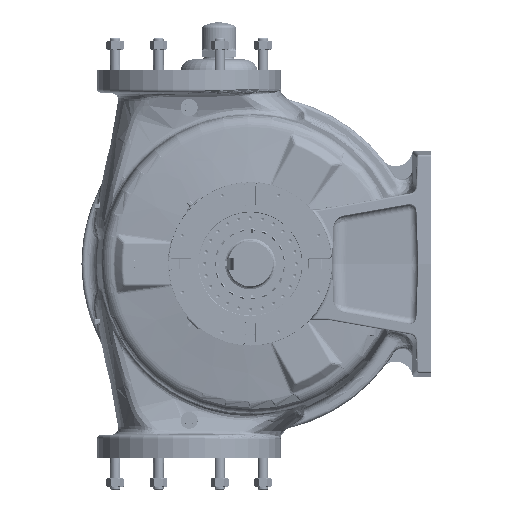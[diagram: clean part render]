
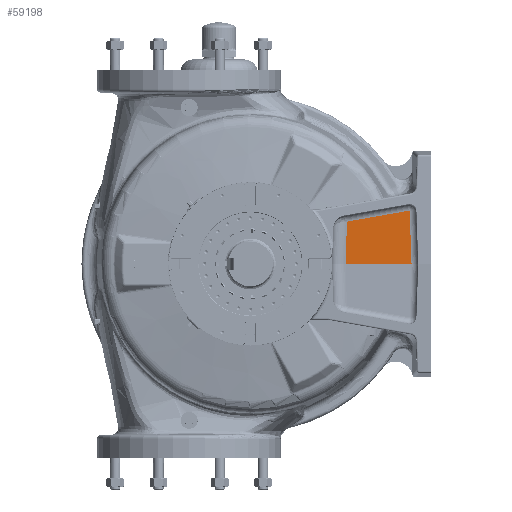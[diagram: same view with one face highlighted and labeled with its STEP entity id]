
A CAD part, left-side view. The second image highlights one B-rep face of the part: STEP entity #59198.
In plain terms, the highlighted planar face has unit normal (-0.999, 0, -0.035).
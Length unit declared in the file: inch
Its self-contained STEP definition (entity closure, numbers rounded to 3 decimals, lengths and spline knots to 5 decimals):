
#38787 = DIRECTION ( 'NONE',  ( 0.999, 0., 0.035 ) ) ;
#59198 = ADVANCED_FACE ( 'NONE', ( #335299 ), #275565, .F. ) ;
#69666 = LINE ( 'NONE', #153840, #245075 ) ;
#72023 = VECTOR ( 'NONE', #242860, 39.37008 ) ;
#87668 = CARTESIAN_POINT ( 'NONE',  ( -27.53442, -6.99818, -0.03481 ) ) ;
#135752 = CARTESIAN_POINT ( 'NONE',  ( -27.53564, -6.99939, 0. ) ) ;
#136684 = VERTEX_POINT ( 'NONE', #284129 ) ;
#153840 = CARTESIAN_POINT ( 'NONE',  ( -27.6343, -5.50125, 2.82511 ) ) ;
#159679 = CARTESIAN_POINT ( 'NONE',  ( -27.53564, -6., 0. ) ) ;
#160913 = EDGE_CURVE ( 'NONE', #136684, #328237, #69666, .T. ) ;
#174179 = DIRECTION ( 'NONE',  ( -0.035, -0.035, 0.999 ) ) ;
#178391 = DIRECTION ( 'NONE',  ( -0.006, -0.985, 0.174 ) ) ;
#185936 = ORIENTED_EDGE ( 'NONE', *, *, #214379, .F. ) ;
#187150 = LINE ( 'NONE', #159679, #328731 ) ;
#198754 = CARTESIAN_POINT ( 'NONE',  ( -27.53564, -6., 0. ) ) ;
#200362 = VERTEX_POINT ( 'NONE', #135752 ) ;
#205628 = LINE ( 'NONE', #216020, #72023 ) ;
#214379 = EDGE_CURVE ( 'NONE', #200362, #136684, #345088, .T. ) ;
#216020 = CARTESIAN_POINT ( 'NONE',  ( -27.54276, -11.84319, 0.2038 ) ) ;
#225497 = DIRECTION ( 'NONE',  ( 0.035, 0., -0.999 ) ) ;
#228611 = ORIENTED_EDGE ( 'NONE', *, *, #338914, .F. ) ;
#239373 = CARTESIAN_POINT ( 'NONE',  ( -27.67255, -11.7134, 3.92048 ) ) ;
#242360 = DIRECTION ( 'NONE',  ( 0., 1., 0. ) ) ;
#242860 = DIRECTION ( 'NONE',  ( 0.035, -0.035, -0.999 ) ) ;
#245075 = VECTOR ( 'NONE', #178391, 39.37008 ) ;
#258595 = EDGE_LOOP ( 'NONE', ( #336766, #185936, #314004, #228611 ) ) ;
#274298 = VECTOR ( 'NONE', #174179, 39.37008 ) ;
#275565 = PLANE ( 'NONE',  #309338 ) ;
#284129 = CARTESIAN_POINT ( 'NONE',  ( -27.64419, -7.10794, 3.10842 ) ) ;
#308310 = EDGE_CURVE ( 'NONE', #343700, #200362, #187150, .T. ) ;
#309338 = AXIS2_PLACEMENT_3D ( 'NONE', #198754, #38787, #225497 ) ;
#314004 = ORIENTED_EDGE ( 'NONE', *, *, #308310, .F. ) ;
#322256 = CARTESIAN_POINT ( 'NONE',  ( -27.53564, -11.8503, 0. ) ) ;
#328237 = VERTEX_POINT ( 'NONE', #239373 ) ;
#328731 = VECTOR ( 'NONE', #242360, 39.37008 ) ;
#335299 = FACE_OUTER_BOUND ( 'NONE', #258595, .T. ) ;
#336766 = ORIENTED_EDGE ( 'NONE', *, *, #160913, .F. ) ;
#338914 = EDGE_CURVE ( 'NONE', #328237, #343700, #205628, .T. ) ;
#343700 = VERTEX_POINT ( 'NONE', #322256 ) ;
#345088 = LINE ( 'NONE', #87668, #274298 ) ;
